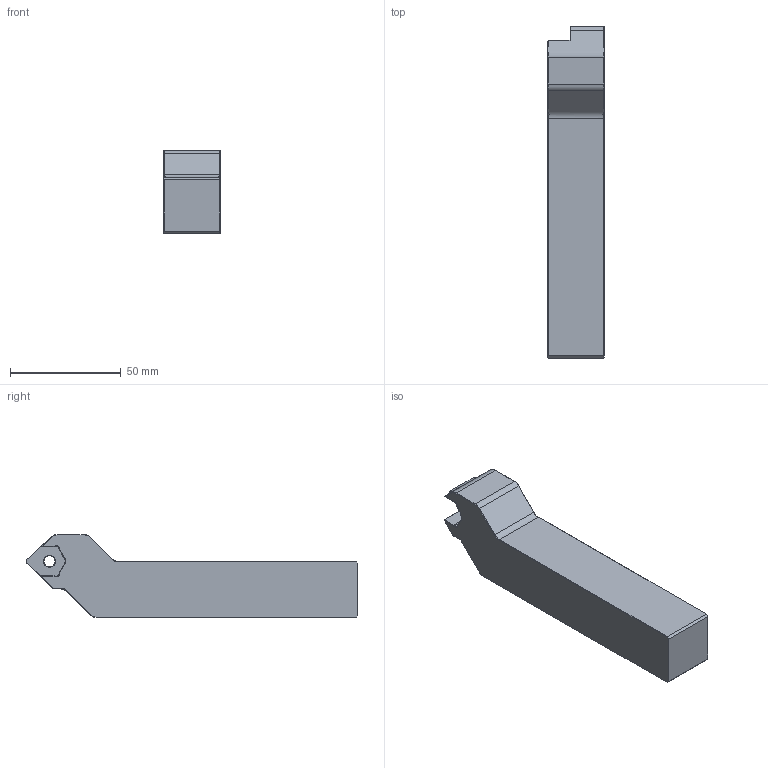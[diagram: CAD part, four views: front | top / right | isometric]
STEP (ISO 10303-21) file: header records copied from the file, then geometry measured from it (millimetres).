
FILE_DESCRIPTION (( 'STEP AP203' ), '1' );
FILE_NAME ('UTE-1''''-DX.STEP', '2023-07-17T08:28:57', ( 'TECNICO' ), ( '' ), 'SwSTEP 2.0', 'SolidWorks 2020', '' );
FILE_SCHEMA (( 'CONFIG_CONTROL_DESIGN' ));
Length unit declared in the file: millimetre
Products named in the file (1): UTE-1''''-DX
Bounding box: 25.4 x 150 x 37.5 mm (x, y, z)
Volume: 93631.5 mm3; surface area: 16518.4 mm2
Topology: 1 solids, 1 shells, 82 faces, 202 edges, 122 vertices
Faces by surface type: plane 45, cone 20, cylinder 17
Entity records: 2455 total; most frequent: CARTESIAN_POINT 437, DIRECTION 408, ORIENTED_EDGE 404, EDGE_CURVE 202, LINE 142, VECTOR 142, AXIS2_PLACEMENT_3D 133, VERTEX_POINT 122
